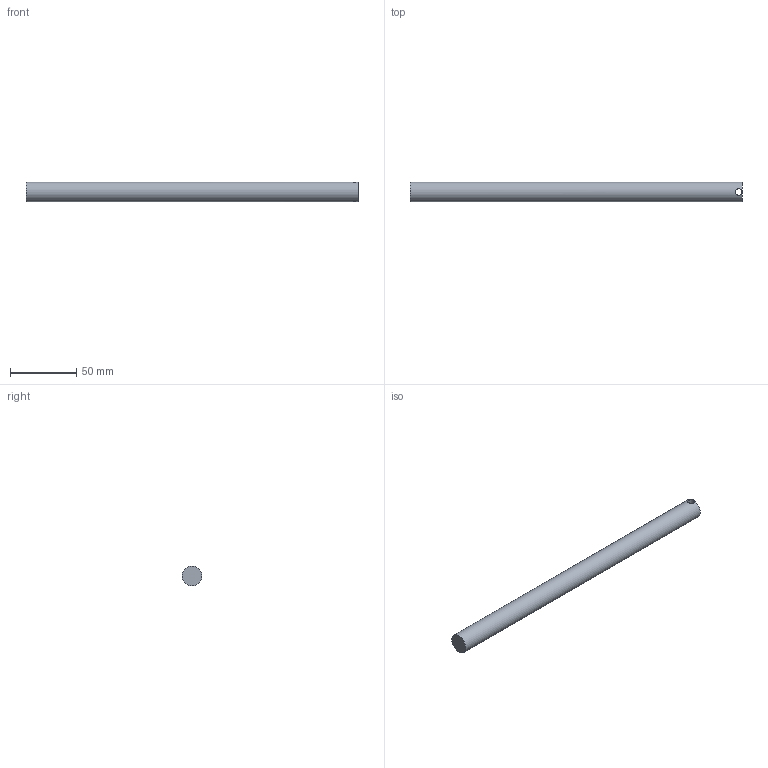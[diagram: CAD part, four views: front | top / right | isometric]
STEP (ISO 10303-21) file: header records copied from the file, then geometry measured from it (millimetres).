
FILE_DESCRIPTION(/* description */ (''),/* implementation_level */ '2;1');
FILE_NAME(/* name */ 'Pendolo1_ipt_586e5bf6.STEP',/* time_stamp */ '2020-12-22T13:09:35+01:00',/* author */ ('ivano'),/* organization */ (''),/* preprocessor_version */ 'ST-DEVELOPER v18',/* originating_system */ 'Autodesk Inventor 2020',/* authorisation */ '');
FILE_SCHEMA (('AUTOMOTIVE_DESIGN { 1 0 10303 214 3 1 1 }'));
Length unit declared in the file: millimetre
Products named in the file (1): Pendolo1
Bounding box: 250 x 15 x 15 mm (x, y, z)
Volume: 43888.3 mm3; surface area: 12323.5 mm2
Topology: 1 solids, 1 shells, 6 faces, 13 edges, 7 vertices
Faces by surface type: cylinder 3, plane 3
Full cylindrical faces by diameter (mm): 15 x1
Entity records: 269 total; most frequent: CARTESIAN_POINT 97, DIRECTION 28, ORIENTED_EDGE 26, EDGE_CURVE 13, AXIS2_PLACEMENT_3D 12, VERTEX_POINT 7, FACE_OUTER_BOUND 6, EDGE_LOOP 6
